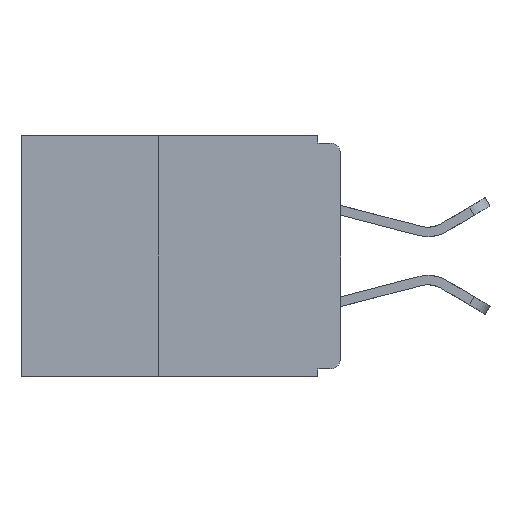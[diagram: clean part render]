
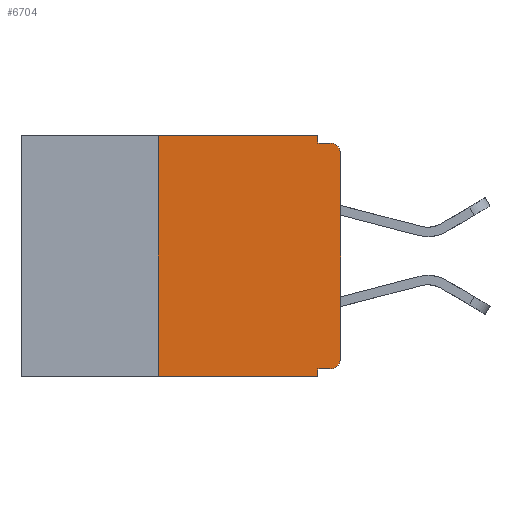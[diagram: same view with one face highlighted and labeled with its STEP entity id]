
A CAD part, left-side view. The second image highlights one B-rep face of the part: STEP entity #6704.
In plain terms, the highlighted planar face has unit normal (-1, 0, 0).
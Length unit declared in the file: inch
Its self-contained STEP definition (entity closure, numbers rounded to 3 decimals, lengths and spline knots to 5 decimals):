
#123 = EDGE_CURVE ( 'NONE', #720, #1367, #12731, .T. ) ;
#720 = VERTEX_POINT ( 'NONE', #10692 ) ;
#742 = CIRCLE ( 'NONE', #3969, 0.015 ) ;
#1102 = EDGE_CURVE ( 'NONE', #10239, #2484, #12702, .T. ) ;
#1123 = DIRECTION ( 'NONE',  ( 0., 0., -1. ) ) ;
#1182 = VERTEX_POINT ( 'NONE', #8161 ) ;
#1367 = VERTEX_POINT ( 'NONE', #13032 ) ;
#1457 = VECTOR ( 'NONE', #10242, 39.37008 ) ;
#1471 = EDGE_CURVE ( 'NONE', #2484, #8428, #1795, .T. ) ;
#1731 = LINE ( 'NONE', #10550, #7043 ) ;
#1782 = AXIS2_PLACEMENT_3D ( 'NONE', #9564, #7458, #1123 ) ;
#1795 = LINE ( 'NONE', #10696, #1457 ) ;
#2082 = EDGE_CURVE ( 'NONE', #4778, #8177, #742, .T. ) ;
#2484 = VERTEX_POINT ( 'NONE', #2523 ) ;
#2523 = CARTESIAN_POINT ( 'NONE',  ( 0., 0.25, 0. ) ) ;
#2838 = EDGE_CURVE ( 'NONE', #8177, #720, #7069, .T. ) ;
#2983 = CARTESIAN_POINT ( 'NONE',  ( 0., 0.031, -0.32 ) ) ;
#3036 = DIRECTION ( 'NONE',  ( 0., -1., 0. ) ) ;
#3152 = VECTOR ( 'NONE', #8734, 39.37008 ) ;
#3273 = ORIENTED_EDGE ( 'NONE', *, *, #123, .T. ) ;
#3468 = CARTESIAN_POINT ( 'NONE',  ( 0., 0., -0.01 ) ) ;
#3520 = ORIENTED_EDGE ( 'NONE', *, *, #5411, .F. ) ;
#3578 = FACE_OUTER_BOUND ( 'NONE', #4661, .T. ) ;
#3687 = AXIS2_PLACEMENT_3D ( 'NONE', #9253, #8501, #3710 ) ;
#3710 = DIRECTION ( 'NONE',  ( 0., 0., -1. ) ) ;
#3930 = EDGE_CURVE ( 'NONE', #4778, #6377, #11346, .T. ) ;
#3969 = AXIS2_PLACEMENT_3D ( 'NONE', #10271, #10168, #10180 ) ;
#3984 = VECTOR ( 'NONE', #6575, 39.37008 ) ;
#4023 = ORIENTED_EDGE ( 'NONE', *, *, #9981, .F. ) ;
#4219 = VECTOR ( 'NONE', #3036, 39.37008 ) ;
#4661 = EDGE_LOOP ( 'NONE', ( #5989, #3273, #3520, #4023, #5128, #10141, #8803, #13293, #9167, #12789 ) ) ;
#4778 = VERTEX_POINT ( 'NONE', #13061 ) ;
#5108 = DIRECTION ( 'NONE',  ( 0., 1., 0. ) ) ;
#5121 = CARTESIAN_POINT ( 'NONE',  ( 0., 0., -0.32 ) ) ;
#5128 = ORIENTED_EDGE ( 'NONE', *, *, #1471, .F. ) ;
#5411 = EDGE_CURVE ( 'NONE', #10303, #1367, #7642, .T. ) ;
#5974 = DIRECTION ( 'NONE',  ( 0., -1., 0. ) ) ;
#5989 = ORIENTED_EDGE ( 'NONE', *, *, #2838, .T. ) ;
#6129 = CARTESIAN_POINT ( 'NONE',  ( 0., 0.031, -0.01 ) ) ;
#6377 = VERTEX_POINT ( 'NONE', #2983 ) ;
#6575 = DIRECTION ( 'NONE',  ( 0., 0., 1. ) ) ;
#6646 = EDGE_CURVE ( 'NONE', #6377, #1182, #1731, .T. ) ;
#6679 = CARTESIAN_POINT ( 'NONE',  ( 0., 0.031, 0. ) ) ;
#6704 = ADVANCED_FACE ( 'NONE', ( #3578 ), #8481, .F. ) ;
#6752 = VECTOR ( 'NONE', #12327, 39.37008 ) ;
#6986 = CARTESIAN_POINT ( 'NONE',  ( 0., 0., -0.305 ) ) ;
#7043 = VECTOR ( 'NONE', #11609, 39.37008 ) ;
#7069 = LINE ( 'NONE', #12403, #6752 ) ;
#7080 = CARTESIAN_POINT ( 'NONE',  ( 0., 0.25, -0.33 ) ) ;
#7247 = CARTESIAN_POINT ( 'NONE',  ( 0., 0.25, -0.33 ) ) ;
#7458 = DIRECTION ( 'NONE',  ( 1., 0., 0. ) ) ;
#7642 = LINE ( 'NONE', #3468, #4219 ) ;
#8161 = CARTESIAN_POINT ( 'NONE',  ( 0., 0.031, -0.33 ) ) ;
#8177 = VERTEX_POINT ( 'NONE', #6986 ) ;
#8428 = VERTEX_POINT ( 'NONE', #10553 ) ;
#8481 = PLANE ( 'NONE',  #1782 ) ;
#8500 = VECTOR ( 'NONE', #5108, 39.37008 ) ;
#8501 = DIRECTION ( 'NONE',  ( -1., 0., 0. ) ) ;
#8734 = DIRECTION ( 'NONE',  ( 0., 0., -1. ) ) ;
#8803 = ORIENTED_EDGE ( 'NONE', *, *, #9555, .T. ) ;
#9104 = VECTOR ( 'NONE', #5974, 39.37008 ) ;
#9167 = ORIENTED_EDGE ( 'NONE', *, *, #3930, .F. ) ;
#9253 = CARTESIAN_POINT ( 'NONE',  ( 0., 0.015, -0.025 ) ) ;
#9555 = EDGE_CURVE ( 'NONE', #10239, #1182, #11929, .T. ) ;
#9564 = CARTESIAN_POINT ( 'NONE',  ( 0., 0.437, 0. ) ) ;
#9981 = EDGE_CURVE ( 'NONE', #8428, #10303, #11603, .T. ) ;
#10141 = ORIENTED_EDGE ( 'NONE', *, *, #1102, .F. ) ;
#10168 = DIRECTION ( 'NONE',  ( -1., 0., 0. ) ) ;
#10180 = DIRECTION ( 'NONE',  ( 0., 0., -1. ) ) ;
#10239 = VERTEX_POINT ( 'NONE', #7080 ) ;
#10242 = DIRECTION ( 'NONE',  ( 0., -1., 0. ) ) ;
#10271 = CARTESIAN_POINT ( 'NONE',  ( 0., 0.015, -0.305 ) ) ;
#10303 = VERTEX_POINT ( 'NONE', #6129 ) ;
#10550 = CARTESIAN_POINT ( 'NONE',  ( 0., 0.031, -0.33 ) ) ;
#10553 = CARTESIAN_POINT ( 'NONE',  ( 0., 0.031, 0. ) ) ;
#10692 = CARTESIAN_POINT ( 'NONE',  ( 0., 0., -0.025 ) ) ;
#10696 = CARTESIAN_POINT ( 'NONE',  ( 0., 0.437, 0. ) ) ;
#11346 = LINE ( 'NONE', #5121, #8500 ) ;
#11603 = LINE ( 'NONE', #6679, #3152 ) ;
#11609 = DIRECTION ( 'NONE',  ( 0., 0., -1. ) ) ;
#11929 = LINE ( 'NONE', #12244, #9104 ) ;
#12244 = CARTESIAN_POINT ( 'NONE',  ( 0., 0.437, -0.33 ) ) ;
#12327 = DIRECTION ( 'NONE',  ( 0., 0., 1. ) ) ;
#12403 = CARTESIAN_POINT ( 'NONE',  ( 0., 0., 0. ) ) ;
#12702 = LINE ( 'NONE', #7247, #3984 ) ;
#12731 = CIRCLE ( 'NONE', #3687, 0.015 ) ;
#12789 = ORIENTED_EDGE ( 'NONE', *, *, #2082, .T. ) ;
#13032 = CARTESIAN_POINT ( 'NONE',  ( 0., 0.015, -0.01 ) ) ;
#13061 = CARTESIAN_POINT ( 'NONE',  ( 0., 0.015, -0.32 ) ) ;
#13293 = ORIENTED_EDGE ( 'NONE', *, *, #6646, .F. ) ;
